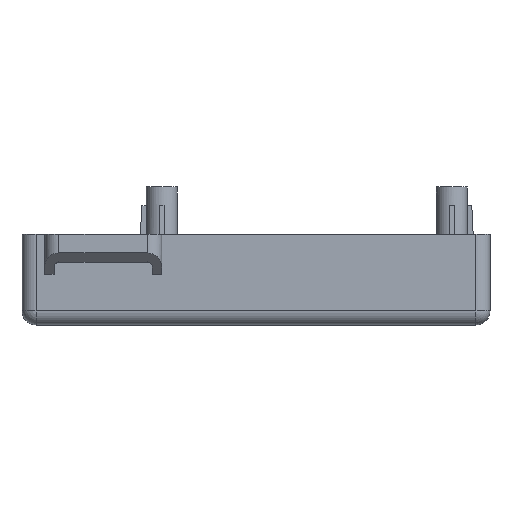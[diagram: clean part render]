
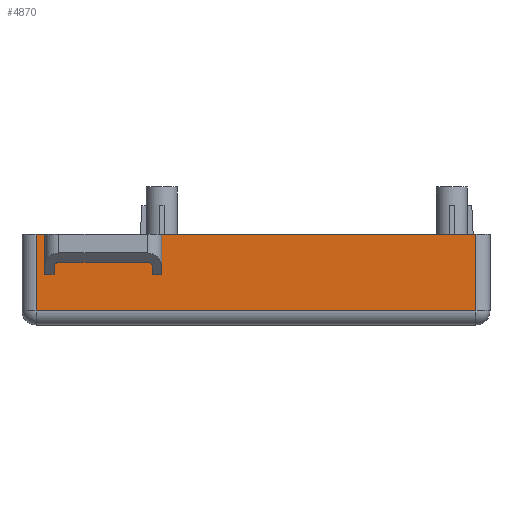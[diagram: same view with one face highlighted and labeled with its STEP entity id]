
A CAD part, front view. The second image highlights one B-rep face of the part: STEP entity #4870.
In plain terms, the highlighted planar face has unit normal (0, -1, 0).
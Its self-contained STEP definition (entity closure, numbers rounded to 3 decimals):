
#11 = LINE ( 'NONE', #3251, #6173 ) ;
#138 = ORIENTED_EDGE ( 'NONE', *, *, #2143, .T. ) ;
#212 = EDGE_CURVE ( 'NONE', #6142, #5863, #3124, .T. ) ;
#222 = VECTOR ( 'NONE', #3715, 1000. ) ;
#229 = CARTESIAN_POINT ( 'NONE',  ( 27.85, -2., 19.4 ) ) ;
#430 = AXIS2_PLACEMENT_3D ( 'NONE', #2982, #1164, #624 ) ;
#605 = LINE ( 'NONE', #6792, #222 ) ;
#624 = DIRECTION ( 'NONE',  ( -1., 0., 0. ) ) ;
#662 = VERTEX_POINT ( 'NONE', #2182 ) ;
#663 = ORIENTED_EDGE ( 'NONE', *, *, #5129, .F. ) ;
#829 = EDGE_CURVE ( 'NONE', #946, #662, #6520, .T. ) ;
#946 = VERTEX_POINT ( 'NONE', #1817 ) ;
#1016 = VERTEX_POINT ( 'NONE', #2027 ) ;
#1017 = CARTESIAN_POINT ( 'NONE',  ( 27.85, -2., 10.9 ) ) ;
#1127 = EDGE_LOOP ( 'NONE', ( #3949, #138, #4231, #7645, #4461, #2000, #6934, #7786, #3034, #5022, #5147, #663 ) ) ;
#1164 = DIRECTION ( 'NONE',  ( 0., 1., 0. ) ) ;
#1273 = DIRECTION ( 'NONE',  ( 1., 0., 0. ) ) ;
#1382 = EDGE_CURVE ( 'NONE', #4600, #5805, #4087, .T. ) ;
#1438 = CARTESIAN_POINT ( 'NONE',  ( -2., -2., 19.4 ) ) ;
#1519 = VERTEX_POINT ( 'NONE', #4272 ) ;
#1742 = EDGE_CURVE ( 'NONE', #6854, #946, #605, .T. ) ;
#1775 = LINE ( 'NONE', #5554, #2251 ) ;
#1799 = CARTESIAN_POINT ( 'NONE',  ( 1., -2., 19.4 ) ) ;
#1817 = CARTESIAN_POINT ( 'NONE',  ( 95., -2., 3. ) ) ;
#1852 = DIRECTION ( 'NONE',  ( 0., 0., 1. ) ) ;
#2000 = ORIENTED_EDGE ( 'NONE', *, *, #4523, .T. ) ;
#2027 = CARTESIAN_POINT ( 'NONE',  ( 2.85, -2., 10.9 ) ) ;
#2055 = DIRECTION ( 'NONE',  ( 0., 0., 1. ) ) ;
#2110 = DIRECTION ( 'NONE',  ( 0., 0., -1. ) ) ;
#2143 = EDGE_CURVE ( 'NONE', #6142, #1519, #4756, .T. ) ;
#2182 = CARTESIAN_POINT ( 'NONE',  ( 95., -2., 19.4 ) ) ;
#2251 = VECTOR ( 'NONE', #1852, 1000. ) ;
#2320 = EDGE_CURVE ( 'NONE', #3360, #4600, #6701, .T. ) ;
#2333 = VECTOR ( 'NONE', #2055, 1000. ) ;
#2422 = CARTESIAN_POINT ( 'NONE',  ( 95., -2., 17.6 ) ) ;
#2711 = CARTESIAN_POINT ( 'NONE',  ( 1., -2., 17.6 ) ) ;
#2753 = DIRECTION ( 'NONE',  ( 0., 0., 1. ) ) ;
#2882 = LINE ( 'NONE', #1438, #3073 ) ;
#2982 = CARTESIAN_POINT ( 'NONE',  ( -2., -2., 17.6 ) ) ;
#3034 = ORIENTED_EDGE ( 'NONE', *, *, #5195, .T. ) ;
#3073 = VECTOR ( 'NONE', #7012, 1000. ) ;
#3124 = LINE ( 'NONE', #5222, #7102 ) ;
#3160 = CARTESIAN_POINT ( 'NONE',  ( 4.85, -2., 10.9 ) ) ;
#3251 = CARTESIAN_POINT ( 'NONE',  ( -2., -2., 19.4 ) ) ;
#3272 = LINE ( 'NONE', #6534, #5882 ) ;
#3360 = VERTEX_POINT ( 'NONE', #3160 ) ;
#3476 = EDGE_CURVE ( 'NONE', #7771, #3793, #2882, .T. ) ;
#3553 = CARTESIAN_POINT ( 'NONE',  ( 2.85, -2., 19.4 ) ) ;
#3581 = PLANE ( 'NONE',  #430 ) ;
#3607 = CARTESIAN_POINT ( 'NONE',  ( 1., -2., 3. ) ) ;
#3715 = DIRECTION ( 'NONE',  ( 1., 0., 0. ) ) ;
#3793 = VERTEX_POINT ( 'NONE', #3553 ) ;
#3865 = LINE ( 'NONE', #2711, #5506 ) ;
#3949 = ORIENTED_EDGE ( 'NONE', *, *, #212, .F. ) ;
#4087 = LINE ( 'NONE', #6736, #4668 ) ;
#4170 = VECTOR ( 'NONE', #5874, 1000. ) ;
#4231 = ORIENTED_EDGE ( 'NONE', *, *, #7897, .T. ) ;
#4272 = CARTESIAN_POINT ( 'NONE',  ( 25.85, -2., 10.9 ) ) ;
#4292 = CARTESIAN_POINT ( 'NONE',  ( 25.85, -2., 19.4 ) ) ;
#4446 = DIRECTION ( 'NONE',  ( 1., 0., 0. ) ) ;
#4461 = ORIENTED_EDGE ( 'NONE', *, *, #2320, .F. ) ;
#4523 = EDGE_CURVE ( 'NONE', #3360, #1016, #7726, .T. ) ;
#4600 = VERTEX_POINT ( 'NONE', #6461 ) ;
#4668 = VECTOR ( 'NONE', #1273, 1000. ) ;
#4732 = FACE_OUTER_BOUND ( 'NONE', #1127, .T. ) ;
#4756 = LINE ( 'NONE', #5159, #6984 ) ;
#4870 = ADVANCED_FACE ( 'NONE', ( #4732 ), #3581, .F. ) ;
#4920 = DIRECTION ( 'NONE',  ( 0., 0., 1. ) ) ;
#5022 = ORIENTED_EDGE ( 'NONE', *, *, #1742, .T. ) ;
#5129 = EDGE_CURVE ( 'NONE', #5863, #662, #11, .T. ) ;
#5147 = ORIENTED_EDGE ( 'NONE', *, *, #829, .T. ) ;
#5159 = CARTESIAN_POINT ( 'NONE',  ( 0., -2., 10.9 ) ) ;
#5189 = DIRECTION ( 'NONE',  ( -1., 0., 0. ) ) ;
#5195 = EDGE_CURVE ( 'NONE', #7771, #6854, #3865, .T. ) ;
#5222 = CARTESIAN_POINT ( 'NONE',  ( 27.85, -2., 15.4 ) ) ;
#5225 = EDGE_CURVE ( 'NONE', #1016, #3793, #3272, .T. ) ;
#5289 = CARTESIAN_POINT ( 'NONE',  ( -2., -2., 10.9 ) ) ;
#5506 = VECTOR ( 'NONE', #2110, 1000. ) ;
#5554 = CARTESIAN_POINT ( 'NONE',  ( 25.85, -2., 15.4 ) ) ;
#5805 = VERTEX_POINT ( 'NONE', #4292 ) ;
#5863 = VERTEX_POINT ( 'NONE', #229 ) ;
#5874 = DIRECTION ( 'NONE',  ( -1., 0., 0. ) ) ;
#5882 = VECTOR ( 'NONE', #6561, 1000. ) ;
#6142 = VERTEX_POINT ( 'NONE', #1017 ) ;
#6173 = VECTOR ( 'NONE', #4446, 1000. ) ;
#6461 = CARTESIAN_POINT ( 'NONE',  ( 4.85, -2., 19.4 ) ) ;
#6520 = LINE ( 'NONE', #2422, #2333 ) ;
#6534 = CARTESIAN_POINT ( 'NONE',  ( 2.85, -2., 15.4 ) ) ;
#6561 = DIRECTION ( 'NONE',  ( 0., 0., 1. ) ) ;
#6701 = LINE ( 'NONE', #6823, #7640 ) ;
#6736 = CARTESIAN_POINT ( 'NONE',  ( -2., -2., 19.4 ) ) ;
#6792 = CARTESIAN_POINT ( 'NONE',  ( 98., -2., 3. ) ) ;
#6823 = CARTESIAN_POINT ( 'NONE',  ( 4.85, -2., 15.4 ) ) ;
#6854 = VERTEX_POINT ( 'NONE', #3607 ) ;
#6934 = ORIENTED_EDGE ( 'NONE', *, *, #5225, .T. ) ;
#6984 = VECTOR ( 'NONE', #5189, 1000. ) ;
#7012 = DIRECTION ( 'NONE',  ( 1., 0., 0. ) ) ;
#7102 = VECTOR ( 'NONE', #2753, 1000. ) ;
#7640 = VECTOR ( 'NONE', #4920, 1000. ) ;
#7645 = ORIENTED_EDGE ( 'NONE', *, *, #1382, .F. ) ;
#7726 = LINE ( 'NONE', #5289, #4170 ) ;
#7771 = VERTEX_POINT ( 'NONE', #1799 ) ;
#7786 = ORIENTED_EDGE ( 'NONE', *, *, #3476, .F. ) ;
#7897 = EDGE_CURVE ( 'NONE', #1519, #5805, #1775, .T. ) ;
